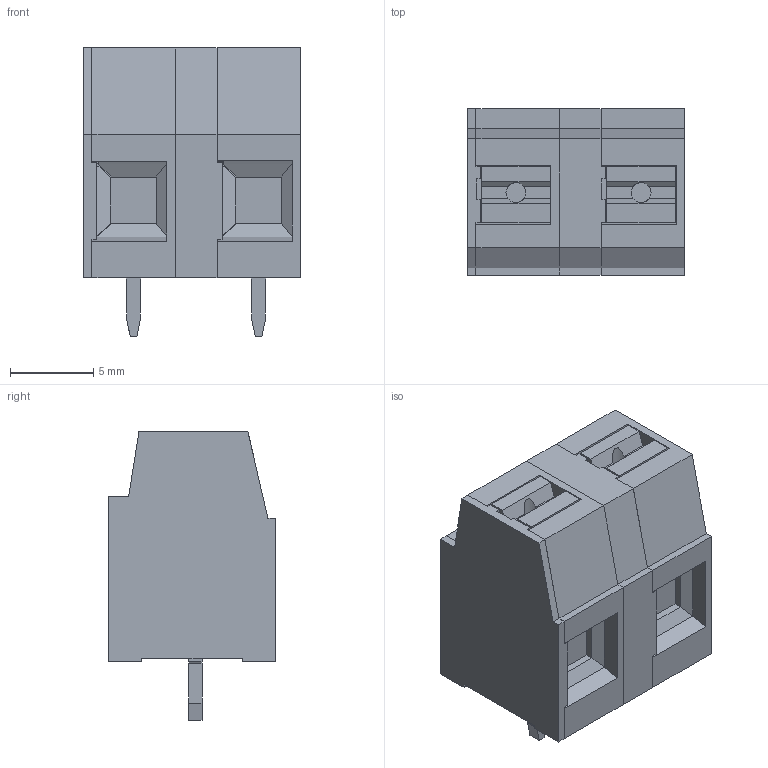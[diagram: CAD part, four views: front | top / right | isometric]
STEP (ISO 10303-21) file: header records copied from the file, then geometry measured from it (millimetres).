
FILE_DESCRIPTION(('CATIA V5 STEP Exchange','CAx-IF Rec.Pracs.--- Model Styling and Organization---1.4--- 2014-01-23'),'2;1');
FILE_NAME ('D1528305_0_2787720000_2787720000.stp','2022-04-25T06:26:01+00:00',('none'),('Weidmueller'),'CATIA Version 5-6 Release 2016 SP3 HF44','CATIA V5 STEP AP214','none');
FILE_SCHEMA(('AUTOMOTIVE_DESIGN { 1 0 10303 214 1 1 1 1 }'));
Length unit declared in the file: millimetre
Products named in the file (1): 2787720000
Bounding box: 13 x 10 x 17.3 mm (x, y, z)
Volume: 1558.7 mm3; surface area: 1848.8 mm2
Topology: 8 solids, 13 shells, 274 faces, 752 edges, 508 vertices
Faces by surface type: plane 249, cylinder 13, cone 12
Entity records: 8764 total; most frequent: CARTESIAN_POINT 1833, ORIENTED_EDGE 1504, DIRECTION 1252, EDGE_CURVE 752, VECTOR 669, LINE 669, VERTEX_POINT 508, AXIS2_PLACEMENT_3D 310
